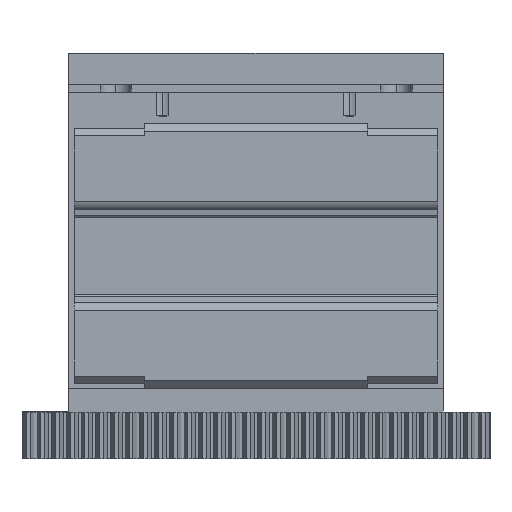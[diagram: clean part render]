
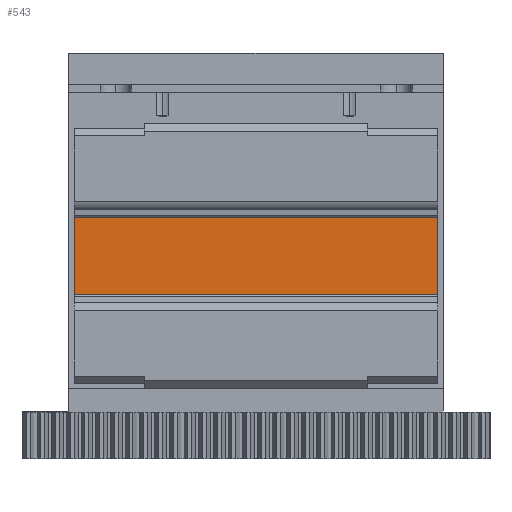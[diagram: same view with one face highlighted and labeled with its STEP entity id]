
A CAD part, front view. The second image highlights one B-rep face of the part: STEP entity #543.
In plain terms, the highlighted planar face has unit normal (0, -1, 0).
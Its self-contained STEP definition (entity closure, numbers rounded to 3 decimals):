
#354 = AXIS2_PLACEMENT_3D ( 'NONE', #6194, #6184, #6182 ) ;
#543 = ADVANCED_FACE ( 'NONE', ( #4622 ), #6187, .T. ) ;
#1151 = EDGE_LOOP ( 'NONE', ( #7513, #7511, #7510, #7509 ) ) ;
#1965 = CARTESIAN_POINT ( 'NONE',  ( 11.65, 6., 73.9 ) ) ;
#2063 = CARTESIAN_POINT ( 'NONE',  ( -11.65, 6., 73.9 ) ) ;
#3747 = EDGE_CURVE ( 'NONE', #5115, #4983, #4407, .T. ) ;
#3749 = EDGE_CURVE ( 'NONE', #5140, #5144, #4219, .T. ) ;
#3768 = EDGE_CURVE ( 'NONE', #5140, #4983, #4159, .T. ) ;
#3769 = EDGE_CURVE ( 'NONE', #5115, #5144, #4153, .T. ) ;
#4128 = VECTOR ( 'NONE', #6010, 1000. ) ;
#4153 = LINE ( 'NONE', #5931, #4197 ) ;
#4159 = LINE ( 'NONE', #5933, #4160 ) ;
#4160 = VECTOR ( 'NONE', #5932, 1000. ) ;
#4197 = VECTOR ( 'NONE', #5930, 1000. ) ;
#4219 = LINE ( 'NONE', #6000, #4314 ) ;
#4314 = VECTOR ( 'NONE', #6002, 1000. ) ;
#4407 = LINE ( 'NONE', #6007, #4128 ) ;
#4622 = FACE_OUTER_BOUND ( 'NONE', #1151, .T. ) ;
#4983 = VERTEX_POINT ( 'NONE', #2063 ) ;
#5115 = VERTEX_POINT ( 'NONE', #1965 ) ;
#5140 = VERTEX_POINT ( 'NONE', #10045 ) ;
#5144 = VERTEX_POINT ( 'NONE', #10048 ) ;
#5930 = DIRECTION ( 'NONE',  ( 0., 0., -1. ) ) ;
#5931 = CARTESIAN_POINT ( 'NONE',  ( 11.65, 6., 78.9 ) ) ;
#5932 = DIRECTION ( 'NONE',  ( 0., 0., 1. ) ) ;
#5933 = CARTESIAN_POINT ( 'NONE',  ( -11.65, 6., 62.5 ) ) ;
#6000 = CARTESIAN_POINT ( 'NONE',  ( 11.65, 6., 67.5 ) ) ;
#6002 = DIRECTION ( 'NONE',  ( 1., 0., 0. ) ) ;
#6007 = CARTESIAN_POINT ( 'NONE',  ( 11.65, 6., 73.9 ) ) ;
#6010 = DIRECTION ( 'NONE',  ( -1., 0., 0. ) ) ;
#6182 = DIRECTION ( 'NONE',  ( 1., 0., 0. ) ) ;
#6184 = DIRECTION ( 'NONE',  ( 0., -1., 0. ) ) ;
#6187 = PLANE ( 'NONE',  #354 ) ;
#6194 = CARTESIAN_POINT ( 'NONE',  ( 11.65, 6., 67.5 ) ) ;
#7509 = ORIENTED_EDGE ( 'NONE', *, *, #3747, .T. ) ;
#7510 = ORIENTED_EDGE ( 'NONE', *, *, #3769, .F. ) ;
#7511 = ORIENTED_EDGE ( 'NONE', *, *, #3749, .T. ) ;
#7513 = ORIENTED_EDGE ( 'NONE', *, *, #3768, .F. ) ;
#10045 = CARTESIAN_POINT ( 'NONE',  ( -11.65, 6., 67.5 ) ) ;
#10048 = CARTESIAN_POINT ( 'NONE',  ( 11.65, 6., 67.5 ) ) ;
